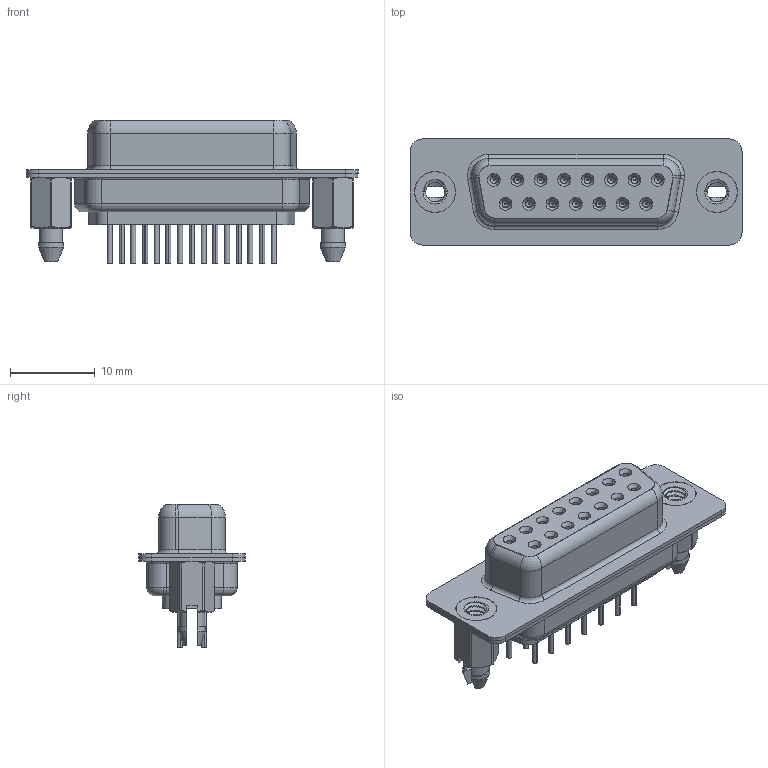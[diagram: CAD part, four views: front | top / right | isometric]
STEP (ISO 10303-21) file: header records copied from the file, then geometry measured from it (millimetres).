
FILE_DESCRIPTION (( 'STEP AP203' ), '1' );
FILE_NAME ('MHDD-15FNS-E1.STEP', '2025-11-12T16:45:33', ( '' ), ( '' ), 'SwSTEP 2.0', 'SolidWorks 2023', '' );
FILE_SCHEMA (( 'CONFIG_CONTROL_DESIGN' ));
Length unit declared in the file: millimetre
Products named in the file (7): MHDD Housing_15 LP; MHDD 4-40 Threaded Boardlock_LP; MHDD Shell Front_15 Contacts; MHDD Contact Row 2_20L; MHDD Shell Rear_15 Contacts; MHDD-15FNS-E1; MHDD Contact Row 1_20L
Assembly tree (20 placements, depth 2):
  MHDD-15FNS-E1
    MHDD Housing_15 LP
    MHDD Shell Front_15 Contacts
    MHDD Shell Rear_15 Contacts
    MHDD Contact Row 1_20L  x8
    MHDD Contact Row 2_20L  x7
    MHDD 4-40 Threaded Boardlock_LP  x2
Bounding box: 39.25 x 12.55 x 17.02 mm (x, y, z)
Volume: 2638.6 mm3; surface area: 6531.9 mm2
Topology: 20 solids, 20 shells, 2258 faces, 5777 edges, 3598 vertices
Faces by surface type: cylinder 664, plane 564, torus 453, bspline 306, cone 271
Entity records: 25132 total; most frequent: CARTESIAN_POINT 7482, DIRECTION 3556, ORIENTED_EDGE 3444, EDGE_CURVE 1722, AXIS2_PLACEMENT_3D 1469, VERTEX_POINT 1085, EDGE_LOOP 799, CIRCLE 787
